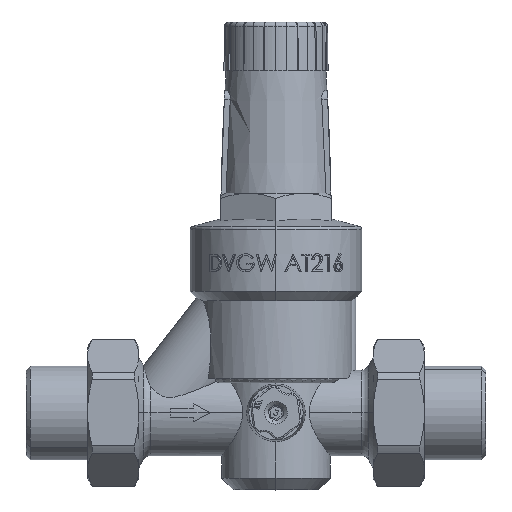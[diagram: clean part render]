
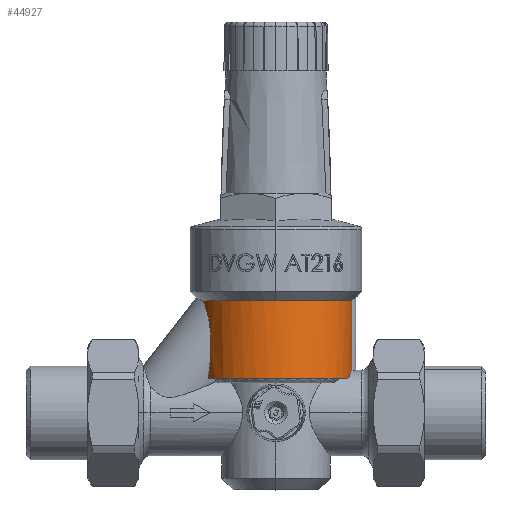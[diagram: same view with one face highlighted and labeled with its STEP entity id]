
A CAD part, top view. The second image highlights one B-rep face of the part: STEP entity #44927.
In plain terms, the highlighted cylindrical face has radius 26.739 mm (diameter 53.478 mm), a partial arc.
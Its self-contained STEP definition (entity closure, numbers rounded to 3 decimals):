
#108 = CARTESIAN_POINT ( 'NONE',  ( -13.859, 26.014, 8.321 ) ) ;
#308 = CARTESIAN_POINT ( 'NONE',  ( 36.886, -0.548, 8.571 ) ) ;
#654 = LINE ( 'NONE', #13923, #23711 ) ;
#1257 = CARTESIAN_POINT ( 'NONE',  ( -11.258, 13.07, 13.95 ) ) ;
#1576 = ORIENTED_EDGE ( 'NONE', *, *, #49513, .T. ) ;
#3970 = EDGE_CURVE ( 'NONE', #53996, #24734, #35306, .T. ) ;
#7837 = VERTEX_POINT ( 'NONE', #11921 ) ;
#8190 = ORIENTED_EDGE ( 'NONE', *, *, #36047, .T. ) ;
#8284 = CARTESIAN_POINT ( 'NONE',  ( 11.553, -43.639, 0. ) ) ;
#8459 = EDGE_CURVE ( 'NONE', #53093, #27622, #33686, .T. ) ;
#9352 = CARTESIAN_POINT ( 'NONE',  ( -12.758, 22.937, 11.136 ) ) ;
#9395 = CARTESIAN_POINT ( 'NONE',  ( 38.145, 26.367, 2.807 ) ) ;
#9635 = CARTESIAN_POINT ( 'NONE',  ( -11.24, 12.456, 13.979 ) ) ;
#9786 = AXIS2_PLACEMENT_3D ( 'NONE', #29007, #30352, #33914 ) ;
#10525 = CARTESIAN_POINT ( 'NONE',  ( 11.553, 26.367, 0. ) ) ;
#11018 = ORIENTED_EDGE ( 'NONE', *, *, #17612, .T. ) ;
#11291 = DIRECTION ( 'NONE',  ( 0., 1., 0. ) ) ;
#11921 = CARTESIAN_POINT ( 'NONE',  ( -14.011, 26.367, 7.838 ) ) ;
#13093 = CARTESIAN_POINT ( 'NONE',  ( -13.702, 25.633, 8.785 ) ) ;
#13581 = CARTESIAN_POINT ( 'NONE',  ( 38.001, 1.603, 3.946 ) ) ;
#13601 = EDGE_LOOP ( 'NONE', ( #19313, #11018, #25663, #8190, #1576, #35116 ) ) ;
#13672 = CARTESIAN_POINT ( 'NONE',  ( -13.622, 25.432, 9.011 ) ) ;
#13923 = CARTESIAN_POINT ( 'NONE',  ( 38.145, 13.943, 2.807 ) ) ;
#15874 = EDGE_CURVE ( 'NONE', #7837, #53996, #53398, .T. ) ;
#17612 = EDGE_CURVE ( 'NONE', #7837, #27622, #29612, .T. ) ;
#17702 = CARTESIAN_POINT ( 'NONE',  ( -11.226, 10.604, 14.002 ) ) ;
#18553 = CARTESIAN_POINT ( 'NONE',  ( -11.224, 11.224, 14.005 ) ) ;
#18832 = CARTESIAN_POINT ( 'NONE',  ( -11.674, 17.914, 13.246 ) ) ;
#19313 = ORIENTED_EDGE ( 'NONE', *, *, #15874, .F. ) ;
#22299 = CARTESIAN_POINT ( 'NONE',  ( -13.223, 24.369, 10.063 ) ) ;
#22492 = CARTESIAN_POINT ( 'NONE',  ( 37.958, 1.524, 4.224 ) ) ;
#22874 = CARTESIAN_POINT ( 'NONE',  ( -12.911, 23.432, 10.8 ) ) ;
#23130 = AXIS2_PLACEMENT_3D ( 'NONE', #8284, #48026, #25835 ) ;
#23339 = CARTESIAN_POINT ( 'NONE',  ( 37.709, 1.063, 5.581 ) ) ;
#23711 = VECTOR ( 'NONE', #11291, 1000. ) ;
#24734 = VERTEX_POINT ( 'NONE', #9395 ) ;
#25663 = ORIENTED_EDGE ( 'NONE', *, *, #8459, .F. ) ;
#25835 = DIRECTION ( 'NONE',  ( 0., 0., -1. ) ) ;
#26337 = CARTESIAN_POINT ( 'NONE',  ( -11.764, 18.512, 13.088 ) ) ;
#26624 = CARTESIAN_POINT ( 'NONE',  ( -11.316, 7.524, 13.855 ) ) ;
#26763 = AXIS2_PLACEMENT_3D ( 'NONE', #10525, #37864, #37009 ) ;
#27099 = CARTESIAN_POINT ( 'NONE',  ( 37.042, -0.231, 8.095 ) ) ;
#27622 = VERTEX_POINT ( 'NONE', #44197 ) ;
#27662 = CARTESIAN_POINT ( 'NONE',  ( 36.725, -0.887, 9.02 ) ) ;
#28344 = CARTESIAN_POINT ( 'NONE',  ( 11.553, 26.367, 26.739 ) ) ;
#29007 = CARTESIAN_POINT ( 'NONE',  ( 11.553, -0.887, 0. ) ) ;
#29612 = B_SPLINE_CURVE_WITH_KNOTS ( 'NONE', 3,
 ( #31512, #39883, #108, #13093, #13672, #43903, #22299, #22874, #9352, #31220, #48800, #40729, #40447, #26337, #18832, #44482, #49088, #1257, #9635, #18553, #17702, #52536, #26624, #44195, #48233, #35264, #36117, #52822 ),
 .UNSPECIFIED., .F., .F.,
 ( 4, 2, 2, 2, 2, 2, 2, 2, 2, 2, 2, 2, 2, 4 ),
 ( 0.046, 0.047, 0.048, 0.05, 0.051, 0.053, 0.055, 0.057, 0.06, 0.062, 0.064, 0.068, 0.071, 0.075 ),
 .UNSPECIFIED. ) ;
#30352 = DIRECTION ( 'NONE',  ( 0., -1., 0. ) ) ;
#31220 = CARTESIAN_POINT ( 'NONE',  ( -12.468, 21.893, 11.75 ) ) ;
#31512 = CARTESIAN_POINT ( 'NONE',  ( -14.011, 26.367, 7.838 ) ) ;
#31993 = CARTESIAN_POINT ( 'NONE',  ( 37.332, 0.343, 7.12 ) ) ;
#33686 = CIRCLE ( 'NONE', #9786, 26.739 ) ;
#33914 = DIRECTION ( 'NONE',  ( 0., 0., -1. ) ) ;
#34779 = DIRECTION ( 'NONE',  ( 0., 1., 0. ) ) ;
#35116 = ORIENTED_EDGE ( 'NONE', *, *, #3970, .F. ) ;
#35264 = CARTESIAN_POINT ( 'NONE',  ( -11.854, 1.487, 12.927 ) ) ;
#35306 = CIRCLE ( 'NONE', #51861, 26.739 ) ;
#35463 = CARTESIAN_POINT ( 'NONE',  ( 37.466, 0.602, 6.617 ) ) ;
#36047 = EDGE_CURVE ( 'NONE', #53093, #39065, #40964, .T. ) ;
#36117 = CARTESIAN_POINT ( 'NONE',  ( -12.005, 0.296, 12.652 ) ) ;
#37009 = DIRECTION ( 'NONE',  ( 0., 0., 1. ) ) ;
#37864 = DIRECTION ( 'NONE',  ( 0., 1., 0. ) ) ;
#39065 = VERTEX_POINT ( 'NONE', #42845 ) ;
#39883 = CARTESIAN_POINT ( 'NONE',  ( -13.936, 26.195, 8.082 ) ) ;
#40079 = CARTESIAN_POINT ( 'NONE',  ( 38.145, 1.864, 2.807 ) ) ;
#40447 = CARTESIAN_POINT ( 'NONE',  ( -11.968, 19.675, 12.719 ) ) ;
#40729 = CARTESIAN_POINT ( 'NONE',  ( -12.081, 20.244, 12.508 ) ) ;
#40918 = CARTESIAN_POINT ( 'NONE',  ( 38.079, 1.746, 3.38 ) ) ;
#40964 = B_SPLINE_CURVE_WITH_KNOTS ( 'NONE', 3,
 ( #27662, #308, #27099, #31993, #35463, #23339, #45251, #22492, #13581, #40918, #44974, #40079 ),
 .UNSPECIFIED., .F., .F.,
 ( 4, 2, 2, 2, 2, 4 ),
 ( 0.062, 0.064, 0.066, 0.067, 0.068, 0.069 ),
 .UNSPECIFIED. ) ;
#42845 = CARTESIAN_POINT ( 'NONE',  ( 38.145, 1.864, 2.807 ) ) ;
#43903 = CARTESIAN_POINT ( 'NONE',  ( -13.383, 24.811, 9.663 ) ) ;
#44195 = CARTESIAN_POINT ( 'NONE',  ( -11.483, 5.091, 13.576 ) ) ;
#44197 = CARTESIAN_POINT ( 'NONE',  ( -12.172, -0.887, 12.332 ) ) ;
#44482 = CARTESIAN_POINT ( 'NONE',  ( -11.445, 16.116, 13.643 ) ) ;
#44927 = ADVANCED_FACE ( 'NONE', ( #47749 ), #47173, .T. ) ;
#44974 = CARTESIAN_POINT ( 'NONE',  ( 38.114, 1.809, 3.093 ) ) ;
#45251 = CARTESIAN_POINT ( 'NONE',  ( 37.817, 1.265, 5.048 ) ) ;
#47173 = CYLINDRICAL_SURFACE ( 'NONE', #23130, 26.739 ) ;
#47467 = CARTESIAN_POINT ( 'NONE',  ( 11.553, 26.367, 0. ) ) ;
#47749 = FACE_OUTER_BOUND ( 'NONE', #13601, .T. ) ;
#48026 = DIRECTION ( 'NONE',  ( 0., -1., 0. ) ) ;
#48233 = CARTESIAN_POINT ( 'NONE',  ( -11.593, 3.884, 13.389 ) ) ;
#48800 = CARTESIAN_POINT ( 'NONE',  ( -12.331, 21.352, 12.024 ) ) ;
#49088 = CARTESIAN_POINT ( 'NONE',  ( -11.344, 14.903, 13.809 ) ) ;
#49168 = CARTESIAN_POINT ( 'NONE',  ( 36.725, -0.887, 9.02 ) ) ;
#49513 = EDGE_CURVE ( 'NONE', #39065, #24734, #654, .T. ) ;
#51861 = AXIS2_PLACEMENT_3D ( 'NONE', #47467, #34779, #52333 ) ;
#52333 = DIRECTION ( 'NONE',  ( 0., 0., 1. ) ) ;
#52536 = CARTESIAN_POINT ( 'NONE',  ( -11.259, 8.749, 13.948 ) ) ;
#52822 = CARTESIAN_POINT ( 'NONE',  ( -12.172, -0.887, 12.332 ) ) ;
#53093 = VERTEX_POINT ( 'NONE', #49168 ) ;
#53398 = CIRCLE ( 'NONE', #26763, 26.739 ) ;
#53996 = VERTEX_POINT ( 'NONE', #28344 ) ;
